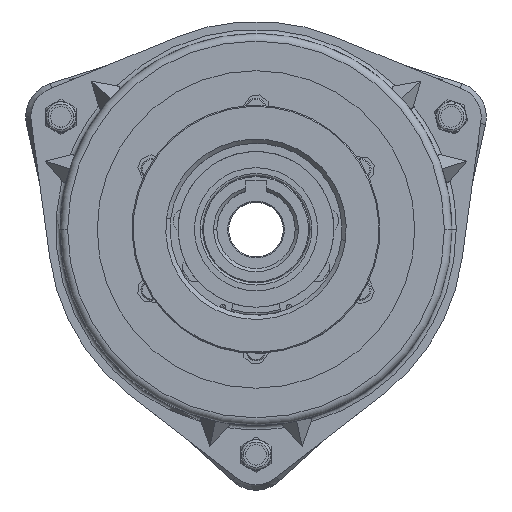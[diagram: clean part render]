
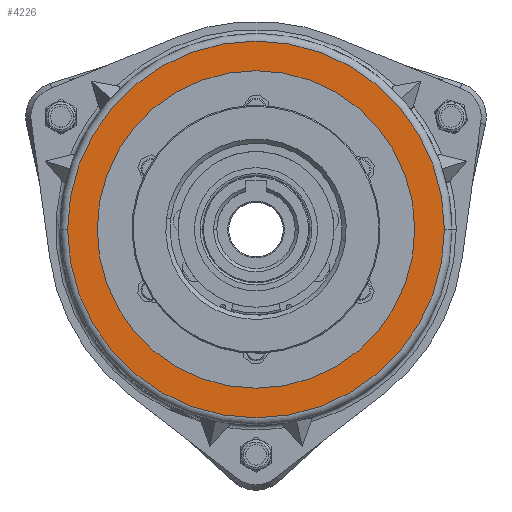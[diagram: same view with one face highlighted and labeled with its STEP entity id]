
A CAD part, top view. The second image highlights one B-rep face of the part: STEP entity #4226.
In plain terms, the highlighted planar face has unit normal (0, 0, 1).
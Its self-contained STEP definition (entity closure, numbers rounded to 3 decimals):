
#66 = CARTESIAN_POINT ( 'NONE',  ( -87.8, 0., 39. ) ) ;
#1768 = EDGE_LOOP ( 'NONE', ( #18001, #30792 ) ) ;
#1896 = CIRCLE ( 'NONE', #30140, 74. ) ;
#2390 = DIRECTION ( 'NONE',  ( -1., 0., 0. ) ) ;
#4048 = CARTESIAN_POINT ( 'NONE',  ( -74., 0., 39. ) ) ;
#4226 = ADVANCED_FACE ( 'NONE', ( #38334, #15690 ), #9712, .T. ) ;
#5601 = ORIENTED_EDGE ( 'NONE', *, *, #27532, .T. ) ;
#9712 = PLANE ( 'NONE',  #24460 ) ;
#10741 = DIRECTION ( 'NONE',  ( 0., 0., 1. ) ) ;
#11863 = AXIS2_PLACEMENT_3D ( 'NONE', #33842, #16148, #36814 ) ;
#12216 = CIRCLE ( 'NONE', #26257, 87.8 ) ;
#12686 = DIRECTION ( 'NONE',  ( 1., 0., 0. ) ) ;
#13376 = CARTESIAN_POINT ( 'NONE',  ( 0., 0., 39. ) ) ;
#15281 = VERTEX_POINT ( 'NONE', #4048 ) ;
#15690 = FACE_BOUND ( 'NONE', #25699, .T. ) ;
#16148 = DIRECTION ( 'NONE',  ( 0., 0., -1. ) ) ;
#16296 = DIRECTION ( 'NONE',  ( 1., 0., 0. ) ) ;
#16921 = VERTEX_POINT ( 'NONE', #66 ) ;
#18001 = ORIENTED_EDGE ( 'NONE', *, *, #37452, .T. ) ;
#20087 = DIRECTION ( 'NONE',  ( 0., 0., -1. ) ) ;
#20139 = CARTESIAN_POINT ( 'NONE',  ( 87.8, 0., 39. ) ) ;
#21033 = CIRCLE ( 'NONE', #36612, 87.8 ) ;
#24460 = AXIS2_PLACEMENT_3D ( 'NONE', #30218, #30347, #12686 ) ;
#25699 = EDGE_LOOP ( 'NONE', ( #28573, #5601 ) ) ;
#26257 = AXIS2_PLACEMENT_3D ( 'NONE', #28415, #10741, #31389 ) ;
#27532 = EDGE_CURVE ( 'NONE', #28330, #15281, #1896, .T. ) ;
#28330 = VERTEX_POINT ( 'NONE', #34336 ) ;
#28415 = CARTESIAN_POINT ( 'NONE',  ( 0., 0., 39. ) ) ;
#28573 = ORIENTED_EDGE ( 'NONE', *, *, #35037, .T. ) ;
#30140 = AXIS2_PLACEMENT_3D ( 'NONE', #37793, #20087, #2390 ) ;
#30218 = CARTESIAN_POINT ( 'NONE',  ( 0., 74., 39. ) ) ;
#30347 = DIRECTION ( 'NONE',  ( 0., 0., 1. ) ) ;
#30792 = ORIENTED_EDGE ( 'NONE', *, *, #36197, .T. ) ;
#31389 = DIRECTION ( 'NONE',  ( 1., 0., 0. ) ) ;
#33842 = CARTESIAN_POINT ( 'NONE',  ( 0., 0., 39. ) ) ;
#34003 = DIRECTION ( 'NONE',  ( 0., 0., 1. ) ) ;
#34336 = CARTESIAN_POINT ( 'NONE',  ( 74., 0., 39. ) ) ;
#35010 = CIRCLE ( 'NONE', #11863, 74. ) ;
#35037 = EDGE_CURVE ( 'NONE', #15281, #28330, #35010, .T. ) ;
#36197 = EDGE_CURVE ( 'NONE', #16921, #37970, #21033, .T. ) ;
#36612 = AXIS2_PLACEMENT_3D ( 'NONE', #13376, #34003, #16296 ) ;
#36814 = DIRECTION ( 'NONE',  ( -1., 0., 0. ) ) ;
#37452 = EDGE_CURVE ( 'NONE', #37970, #16921, #12216, .T. ) ;
#37793 = CARTESIAN_POINT ( 'NONE',  ( 0., 0., 39. ) ) ;
#37970 = VERTEX_POINT ( 'NONE', #20139 ) ;
#38334 = FACE_OUTER_BOUND ( 'NONE', #1768, .T. ) ;
